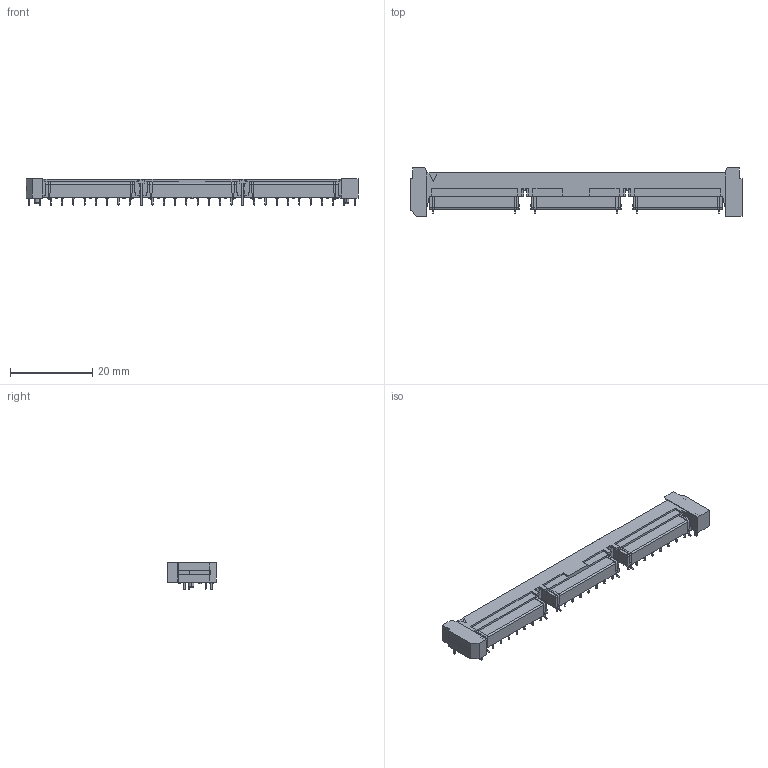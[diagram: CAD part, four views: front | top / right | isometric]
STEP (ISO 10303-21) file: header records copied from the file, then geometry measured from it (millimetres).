
FILE_DESCRIPTION((''),'2;1');
FILE_NAME('SAMTEC_QRF8-078-01-L-RA-GP-.stp','2013-05-23T10:47:06',(''),(''),'Mechanical Desktop 2011','Mechanical Desktop 2011',', , ');
FILE_SCHEMA(('AUTOMOTIVE_DESIGN { 1 2 10303 214 1 1 1 1 }'));
Length unit declared in the file: millimetre
Products named in the file (1): Product
Bounding box: 80.95 x 11.76 x 6.43 mm (x, y, z)
Volume: 2098 mm3; surface area: 5254.1 mm2
Topology: 51 solids, 51 shells, 1612 faces, 4434 edges, 2934 vertices
Faces by surface type: plane 1145, cylinder 337, bspline 128, torus 2
Entity records: 54652 total; most frequent: CARTESIAN_POINT 13392, ORIENTED_EDGE 8868, DIRECTION 8070, EDGE_CURVE 4434, VECTOR 3570, LINE 3570, VERTEX_POINT 2934, AXIS2_PLACEMENT_3D 2250
